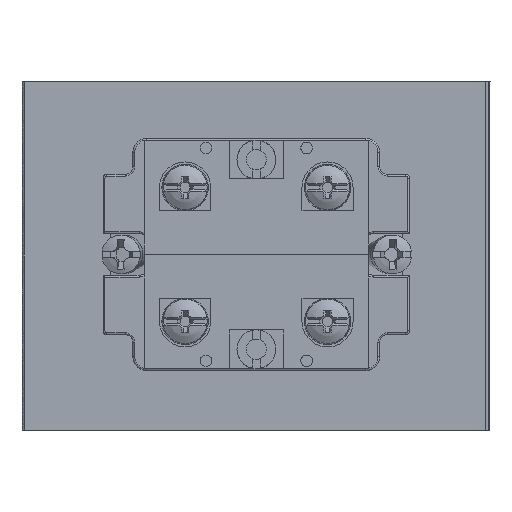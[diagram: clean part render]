
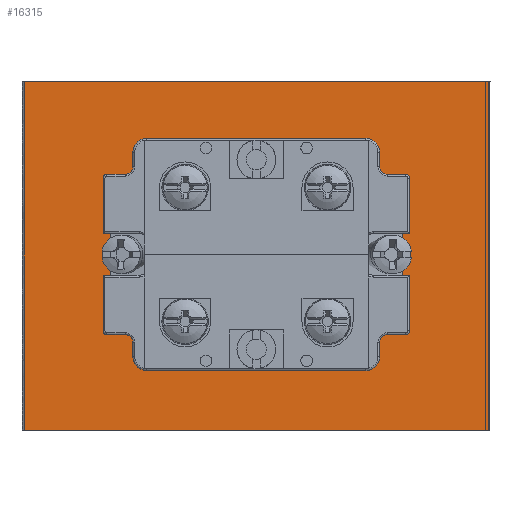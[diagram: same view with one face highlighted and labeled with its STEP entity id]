
A CAD part, left-side view. The second image highlights one B-rep face of the part: STEP entity #16315.
In plain terms, the highlighted planar face has unit normal (-1, 0, 0).
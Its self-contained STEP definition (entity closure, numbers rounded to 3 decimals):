
#16143=CARTESIAN_POINT('',(-15.704,-32.725,11.25));
#16144=VERTEX_POINT('',#16143);
#16145=CARTESIAN_POINT('',(-15.704,-32.725,22.5));
#16146=DIRECTION('',(1.0,0.0,0.0));
#16147=DIRECTION('',(0.0,0.0,1.0));
#16148=AXIS2_PLACEMENT_3D('',#16145,#16146,#16147);
#16149=CIRCLE('',#16148,11.25);
#16150=EDGE_CURVE('',#16144,#16144,#16149,.T.);
#16177=CARTESIAN_POINT('',(-15.704,-2.725,45.0));
#16178=VERTEX_POINT('',#16177);
#16197=CARTESIAN_POINT('',(-15.704,-2.725,0.0));
#16198=VERTEX_POINT('',#16197);
#16207=CARTESIAN_POINT('',(-15.704,-2.725,0.0));
#16208=DIRECTION('',(0.0,0.0,1.0));
#16209=VECTOR('',#16208,45.0);
#16210=LINE('',#16207,#16209);
#16211=EDGE_CURVE('',#16198,#16178,#16210,.T.);
#16261=CARTESIAN_POINT('',(-15.704,-62.725,45.0));
#16262=VERTEX_POINT('',#16261);
#16271=CARTESIAN_POINT('',(-15.704,-62.725,0.0));
#16272=VERTEX_POINT('',#16271);
#16273=CARTESIAN_POINT('',(-15.704,-62.725,0.0));
#16274=DIRECTION('',(0.0,0.0,1.0));
#16275=VECTOR('',#16274,45.0);
#16276=LINE('',#16273,#16275);
#16277=EDGE_CURVE('',#16272,#16262,#16276,.T.);
#16291=CARTESIAN_POINT('',(-15.704,-62.725,0.0));
#16292=DIRECTION('',(-1.0,0.0,0.0));
#16293=DIRECTION('',(0.0,0.0,1.0));
#16294=AXIS2_PLACEMENT_3D('',#16291,#16292,#16293);
#16295=PLANE('',#16294);
#16296=CARTESIAN_POINT('',(-15.704,-62.725,45.0));
#16297=DIRECTION('',(0.0,1.0,0.0));
#16298=VECTOR('',#16297,60.0);
#16299=LINE('',#16296,#16298);
#16300=EDGE_CURVE('',#16262,#16178,#16299,.T.);
#16301=ORIENTED_EDGE('',*,*,#16300,.T.);
#16302=ORIENTED_EDGE('',*,*,#16211,.F.);
#16303=CARTESIAN_POINT('',(-15.704,-2.725,0.0));
#16304=DIRECTION('',(0.0,-1.0,0.0));
#16305=VECTOR('',#16304,60.0);
#16306=LINE('',#16303,#16305);
#16307=EDGE_CURVE('',#16198,#16272,#16306,.T.);
#16308=ORIENTED_EDGE('',*,*,#16307,.T.);
#16309=ORIENTED_EDGE('',*,*,#16277,.T.);
#16310=EDGE_LOOP('',(#16301,#16302,#16308,#16309));
#16311=FACE_OUTER_BOUND('',#16310,.T.);
#16312=ORIENTED_EDGE('',*,*,#16150,.T.);
#16313=EDGE_LOOP('',(#16312));
#16314=FACE_BOUND('',#16313,.T.);
#16315=ADVANCED_FACE('',(#16311,#16314),#16295,.T.);
